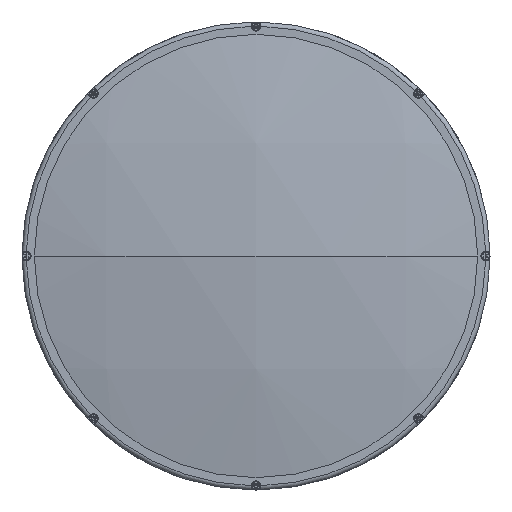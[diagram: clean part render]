
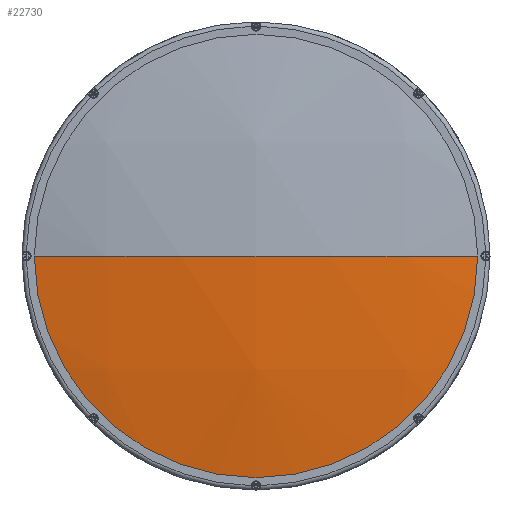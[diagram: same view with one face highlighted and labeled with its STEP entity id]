
A CAD part, left-side view. The second image highlights one B-rep face of the part: STEP entity #22730.
In plain terms, the highlighted spherical face has radius 786 mm.
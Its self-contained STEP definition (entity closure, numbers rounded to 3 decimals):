
#360 = DIRECTION ( 'NONE',  ( 0., 0., 1. ) ) ;
#418 = EDGE_LOOP ( 'NONE', ( #20009, #22681, #19771 ) ) ;
#1455 = CIRCLE ( 'NONE', #22816, 786. ) ;
#2001 = CARTESIAN_POINT ( 'NONE',  ( 66.073, 0.64, 0. ) ) ;
#4713 = AXIS2_PLACEMENT_3D ( 'NONE', #9478, #7679, #13612 ) ;
#7240 = VERTEX_POINT ( 'NONE', #11885 ) ;
#7679 = DIRECTION ( 'NONE',  ( -1., 0., 0. ) ) ;
#7681 = VERTEX_POINT ( 'NONE', #8725 ) ;
#8725 = CARTESIAN_POINT ( 'NONE',  ( -704.592, 155.14, 0. ) ) ;
#9214 = DIRECTION ( 'NONE',  ( 0., 0., -1. ) ) ;
#9478 = CARTESIAN_POINT ( 'NONE',  ( -704.592, 0.64, 0. ) ) ;
#10147 = FACE_OUTER_BOUND ( 'NONE', #418, .T. ) ;
#11730 = AXIS2_PLACEMENT_3D ( 'NONE', #23245, #14100, #23176 ) ;
#11885 = CARTESIAN_POINT ( 'NONE',  ( -719.927, 0.64, 0. ) ) ;
#12156 = CIRCLE ( 'NONE', #15366, 786. ) ;
#12361 = EDGE_CURVE ( 'NONE', #21492, #7240, #1455, .T. ) ;
#12743 = EDGE_CURVE ( 'NONE', #7681, #7240, #12156, .T. ) ;
#12883 = CARTESIAN_POINT ( 'NONE',  ( 66.073, 0.64, 0. ) ) ;
#13295 = SPHERICAL_SURFACE ( 'NONE', #11730, 786. ) ;
#13612 = DIRECTION ( 'NONE',  ( 0., 0., 1. ) ) ;
#13922 = CARTESIAN_POINT ( 'NONE',  ( -704.592, -153.86, 0. ) ) ;
#14100 = DIRECTION ( 'NONE',  ( 0., 0., -1. ) ) ;
#14848 = DIRECTION ( 'NONE',  ( 0., -1., 0. ) ) ;
#15366 = AXIS2_PLACEMENT_3D ( 'NONE', #2001, #360, #14848 ) ;
#18268 = DIRECTION ( 'NONE',  ( 0., 1., 0. ) ) ;
#19771 = ORIENTED_EDGE ( 'NONE', *, *, #12743, .F. ) ;
#20009 = ORIENTED_EDGE ( 'NONE', *, *, #22065, .T. ) ;
#21492 = VERTEX_POINT ( 'NONE', #13922 ) ;
#22065 = EDGE_CURVE ( 'NONE', #7681, #21492, #23281, .T. ) ;
#22681 = ORIENTED_EDGE ( 'NONE', *, *, #12361, .T. ) ;
#22730 = ADVANCED_FACE ( 'NONE', ( #10147 ), #13295, .T. ) ;
#22816 = AXIS2_PLACEMENT_3D ( 'NONE', #12883, #9214, #18268 ) ;
#23176 = DIRECTION ( 'NONE',  ( 0., 1., 0. ) ) ;
#23245 = CARTESIAN_POINT ( 'NONE',  ( 66.073, 0.64, 0. ) ) ;
#23281 = CIRCLE ( 'NONE', #4713, 154.5 ) ;
